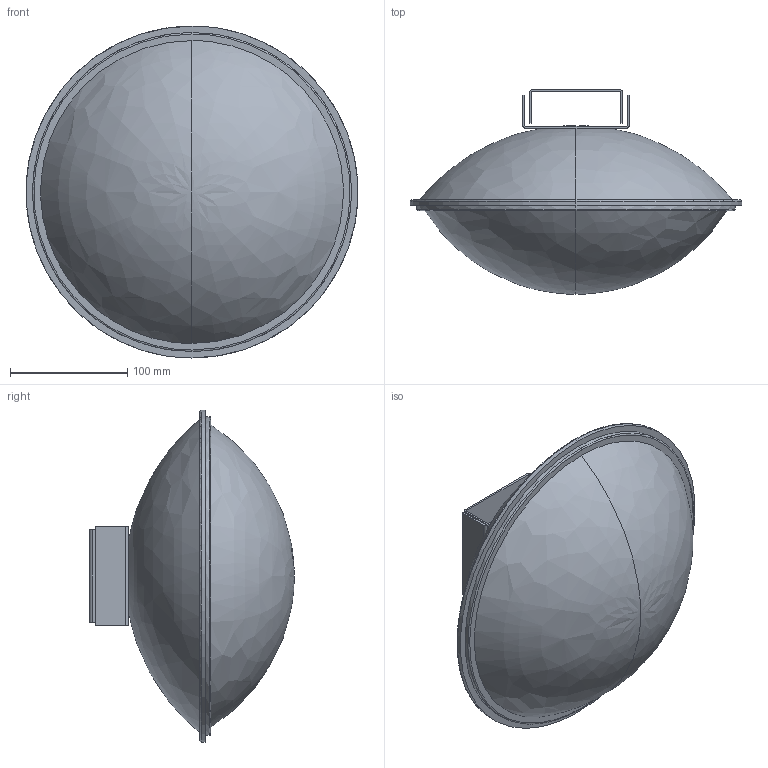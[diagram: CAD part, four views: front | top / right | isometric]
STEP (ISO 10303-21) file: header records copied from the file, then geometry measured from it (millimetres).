
FILE_DESCRIPTION(('FreeCAD Model'),'2;1');
FILE_NAME('Open CASCADE Shape Model','2025-05-01T12:12:42',('FreeCAD'),( 'FreeCAD'),'Open CASCADE STEP processor 7.6','FreeCAD','Unknown');
FILE_SCHEMA(('AUTOMOTIVE_DESIGN { 1 0 10303 214 1 1 1 1 }'));
Length unit declared in the file: millimetre
Products named in the file (1): Open CASCADE STEP translator 7.6 1
Bounding box: 282.81 x 174.38 x 283.08 mm (x, y, z)
Volume: 4566666.6 mm3; surface area: 203038.8 mm2
Topology: 2 solids, 2 shells, 49 faces, 122 edges, 78 vertices
Faces by surface type: bspline 49
Entity records: 1498 total; most frequent: CARTESIAN_POINT 795, ORIENTED_EDGE 236, EDGE_CURVE 118, VERTEX_POINT 78, B_SPLINE_CURVE_WITH_KNOTS 64, FACE_BOUND 58, EDGE_LOOP 58, ADVANCED_FACE 49
